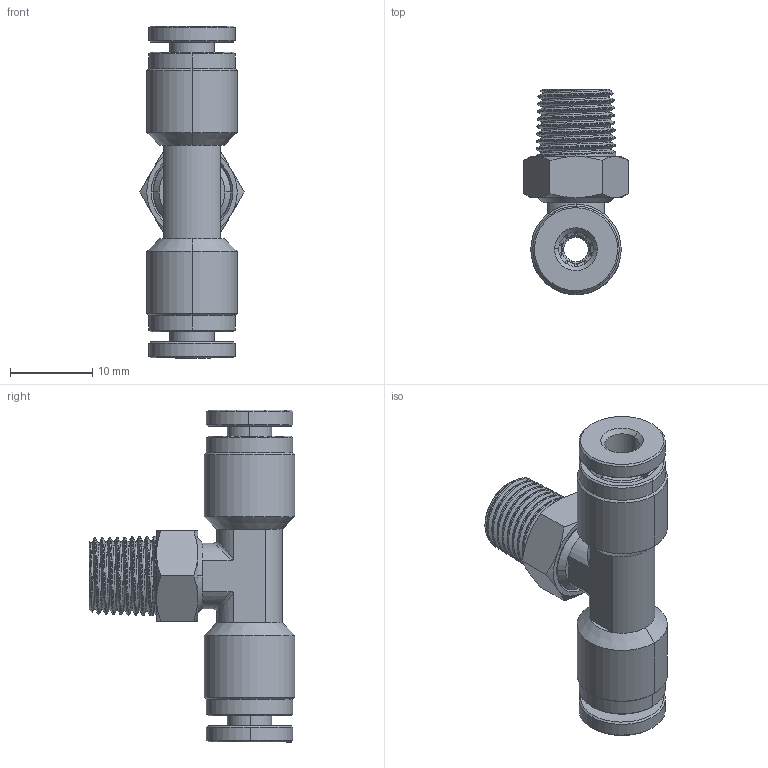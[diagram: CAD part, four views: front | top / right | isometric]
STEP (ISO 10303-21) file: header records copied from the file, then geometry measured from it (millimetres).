
FILE_DESCRIPTION (( 'STEP AP214' ), '1' );
FILE_NAME ('BTS4R1-8W.STEP', '2018-07-24T19:30:51', ( '' ), ( '' ), 'SwSTEP 2.0', 'SolidWorks 2016', '' );
FILE_SCHEMA (( 'AUTOMOTIVE_DESIGN' ));
Length unit declared in the file: millimetre
Products named in the file (1): BTS4R1-8W
Bounding box: 12.7 x 25 x 40.38 mm (x, y, z)
Volume: 2959.3 mm3; surface area: 5741.8 mm2
Topology: 12 solids, 12 shells, 704 faces, 1878 edges, 1209 vertices
Faces by surface type: cone 253, plane 245, cylinder 146, bspline 56, torus 4
Entity records: 37064 total; most frequent: CARTESIAN_POINT 12578, ORIENTED_EDGE 3752, DIRECTION 3162, EDGE_CURVE 1876, AXIS2_PLACEMENT_3D 1289, VERTEX_POINT 1209, EDGE_LOOP 743, UNCERTAINTY_MEASURE_WITH_UNIT 718
